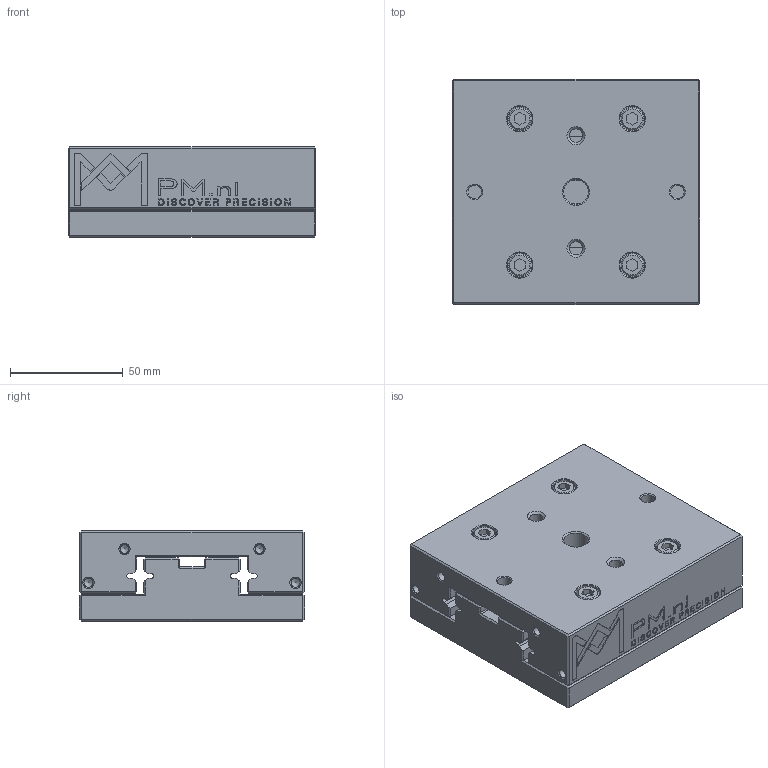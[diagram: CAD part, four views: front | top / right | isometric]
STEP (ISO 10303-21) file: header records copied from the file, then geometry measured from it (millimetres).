
FILE_DESCRIPTION(/* description */ (''),/* implementation_level */ '2;1');
FILE_NAME(/* name */ 'RTA-6100.stp',/* time_stamp */ '2024-09-11T13:25:22+02:00',/* author */ (''),/* organization */ (''),/* preprocessor_version */ 'ST-DEVELOPER v16.7',/* originating_system */ 'SIEMENS PLM Software NX 12.0',/* authorisation */ '');
FILE_SCHEMA (('AUTOMOTIVE_DESIGN { 1 0 10303 214 3 1 1 1 }'));
Length unit declared in the file: millimetre
Products named in the file (1): RTA-6100_stp
Bounding box: 110 x 100 x 40 mm (x, y, z)
Volume: 406875.6 mm3; surface area: 76307.6 mm2
Topology: 2 solids, 2 shells, 904 faces, 2287 edges, 1483 vertices
Faces by surface type: plane 626, bspline 180, cone 53, cylinder 45
Full cylindrical faces by diameter (mm): 4 x8, 6 x6, 6.8 x4, 10 x8, 11 x13
Entity records: 31218 total; most frequent: CARTESIAN_POINT 7043, ORIENTED_EDGE 4362, DIRECTION 3408, EDGE_CURVE 2181, LINE 1684, VECTOR 1684, VERTEX_POINT 1473, EDGE_LOOP 1106
